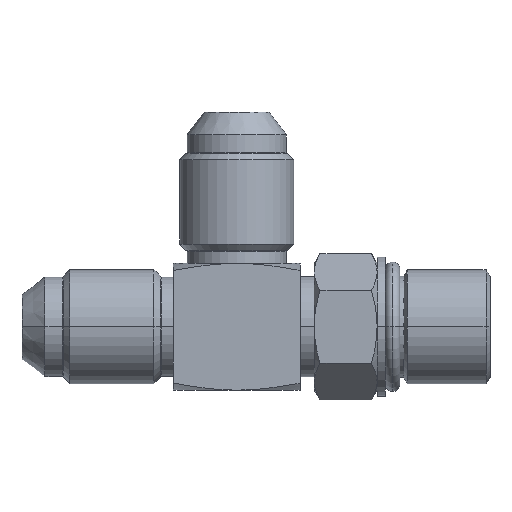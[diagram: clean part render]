
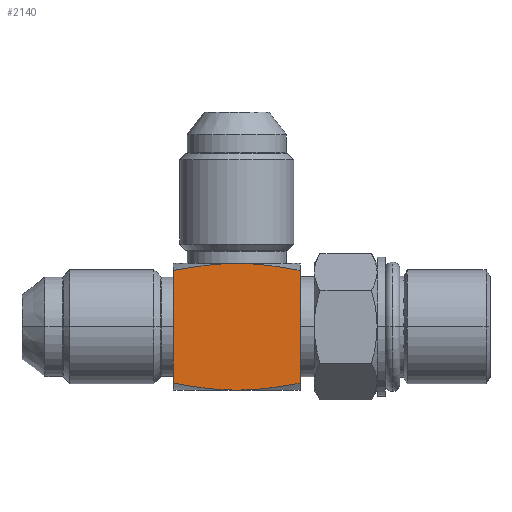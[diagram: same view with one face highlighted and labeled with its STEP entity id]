
A CAD part, front view. The second image highlights one B-rep face of the part: STEP entity #2140.
In plain terms, the highlighted planar face has unit normal (0, -1, 0).
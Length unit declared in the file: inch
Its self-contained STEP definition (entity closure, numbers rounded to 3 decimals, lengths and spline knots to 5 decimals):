
#468=DIRECTION('',(0.,0.,1.));
#469=VECTOR('',#468,0.55563);
#470=CARTESIAN_POINT('',(0.3125,-0.3125,-0.27782));
#471=LINE('',#470,#469);
#519=CARTESIAN_POINT('',(-0.3125,-0.3125,0.27782));
#533=CARTESIAN_POINT('',(-0.3125,-0.3125,-0.27782));
#584=CARTESIAN_POINT('',(0.3125,-0.3125,0.27782));
#585=CARTESIAN_POINT('',(0.29363,-0.3125,0.28139));
#586=CARTESIAN_POINT('',(0.25774,-0.3125,0.28786));
#587=CARTESIAN_POINT('',(0.21067,-0.3125,0.29541));
#588=CARTESIAN_POINT('',(0.16682,-0.3125,0.3015));
#589=CARTESIAN_POINT('',(0.12474,-0.3125,0.30627));
#590=CARTESIAN_POINT('',(0.08328,-0.3125,0.3098));
#591=CARTESIAN_POINT('',(0.04175,-0.3125,
0.312));
#592=CARTESIAN_POINT('',(0.01393,-0.3125,
0.3125));
#593=CARTESIAN_POINT('',(0.,-0.3125,
0.3125));
#598=CARTESIAN_POINT('',(0.3125,-0.3125,-0.27782));
#599=CARTESIAN_POINT('',(0.29363,-0.3125,-0.28139));
#600=CARTESIAN_POINT('',(0.25774,-0.3125,-0.28786));
#601=CARTESIAN_POINT('',(0.21067,-0.3125,-0.29541));
#602=CARTESIAN_POINT('',(0.16682,-0.3125,-0.3015));
#603=CARTESIAN_POINT('',(0.12474,-0.3125,-0.30627));
#604=CARTESIAN_POINT('',(0.08328,-0.3125,-0.3098));
#605=CARTESIAN_POINT('',(0.04175,-0.3125,
-0.312));
#606=CARTESIAN_POINT('',(0.01393,-0.3125,
-0.3125));
#607=CARTESIAN_POINT('',(0.,-0.3125,
-0.3125));
#612=CARTESIAN_POINT('',(0.,-0.3125,
-0.3125));
#613=CARTESIAN_POINT('',(-0.01394,-0.3125,
-0.3125));
#614=CARTESIAN_POINT('',(-0.04177,-0.3125,
-0.312));
#615=CARTESIAN_POINT('',(-0.08331,-0.3125,-0.3098));
#616=CARTESIAN_POINT('',(-0.12478,-0.3125,-0.30627));
#617=CARTESIAN_POINT('',(-0.16682,-0.3125,-0.3015));
#618=CARTESIAN_POINT('',(-0.21068,-0.3125,-0.29541));
#619=CARTESIAN_POINT('',(-0.25772,-0.3125,-0.28786));
#620=CARTESIAN_POINT('',(-0.29362,-0.3125,-0.28139));
#621=CARTESIAN_POINT('',(-0.3125,-0.3125,-0.27782));
#626=DIRECTION('',(0.,0.,1.));
#627=VECTOR('',#626,0.55563);
#628=CARTESIAN_POINT('',(-0.3125,-0.3125,-0.27782));
#629=LINE('',#628,#627);
#633=CARTESIAN_POINT('',(0.,-0.3125,
0.3125));
#634=CARTESIAN_POINT('',(-0.01394,-0.3125,
0.3125));
#635=CARTESIAN_POINT('',(-0.04177,-0.3125,
0.312));
#636=CARTESIAN_POINT('',(-0.08331,-0.3125,0.3098));
#637=CARTESIAN_POINT('',(-0.12478,-0.3125,0.30627));
#638=CARTESIAN_POINT('',(-0.16682,-0.3125,0.3015));
#639=CARTESIAN_POINT('',(-0.21068,-0.3125,0.29541));
#640=CARTESIAN_POINT('',(-0.25772,-0.3125,0.28786));
#641=CARTESIAN_POINT('',(-0.29362,-0.3125,0.28139));
#642=CARTESIAN_POINT('',(-0.3125,-0.3125,0.27782));
#1498=CARTESIAN_POINT('',(0.,-0.3125,-0.3125));
#1499=VERTEX_POINT('',#1498);
#1506=CARTESIAN_POINT('',(0.,-0.3125,0.3125));
#1507=VERTEX_POINT('',#1506);
#1512=VERTEX_POINT('',#519);
#1513=VERTEX_POINT('',#533);
#1514=VERTEX_POINT('',#584);
#1515=VERTEX_POINT('',#598);
#2125=CARTESIAN_POINT('',(-0.3125,-0.3125,-0.3125));
#2126=DIRECTION('',(0.,-1.,0.));
#2127=DIRECTION('',(1.,0.,0.));
#2128=AXIS2_PLACEMENT_3D('',#2125,#2126,#2127);
#2129=PLANE('',#2128);
#2130=ORIENTED_EDGE('',*,*,#2105,.F.);
#2131=ORIENTED_EDGE('',*,*,#2036,.F.);
#2133=ORIENTED_EDGE('',*,*,#2132,.T.);
#2135=ORIENTED_EDGE('',*,*,#2134,.T.);
#2136=ORIENTED_EDGE('',*,*,#2082,.T.);
#2137=ORIENTED_EDGE('',*,*,#2117,.F.);
#2138=EDGE_LOOP('',(#2130,#2131,#2133,#2135,#2136,#2137));
#2139=FACE_OUTER_BOUND('',#2138,.F.);
#594=B_SPLINE_CURVE_WITH_KNOTS('',3,(#584,#585,#586,#587,#588,#589,#590,#591,
#592,#593),.UNSPECIFIED.,.F.,.F.,(4,1,1,1,1,1,1,4),(0.,0.14286,
0.28571,0.42857,0.57143,0.71429,
0.85714,1.),.UNSPECIFIED.);
#608=B_SPLINE_CURVE_WITH_KNOTS('',3,(#598,#599,#600,#601,#602,#603,#604,#605,
#606,#607),.UNSPECIFIED.,.F.,.F.,(4,1,1,1,1,1,1,4),(0.,0.14286,
0.28571,0.42857,0.57143,0.71429,
0.85714,1.),.UNSPECIFIED.);
#622=B_SPLINE_CURVE_WITH_KNOTS('',3,(#612,#613,#614,#615,#616,#617,#618,#619,
#620,#621),.UNSPECIFIED.,.F.,.F.,(4,1,1,1,1,1,1,4),(0.,0.14286,
0.28571,0.42857,0.57143,0.71429,
0.85714,1.),.UNSPECIFIED.);
#643=B_SPLINE_CURVE_WITH_KNOTS('',3,(#633,#634,#635,#636,#637,#638,#639,#640,
#641,#642),.UNSPECIFIED.,.F.,.F.,(4,1,1,1,1,1,1,4),(0.,0.14286,
0.28571,0.42857,0.57143,0.71429,
0.85714,1.),.UNSPECIFIED.);
#2036=EDGE_CURVE('',#1515,#1514,#471,.T.);
#2082=EDGE_CURVE('',#1513,#1512,#629,.T.);
#2105=EDGE_CURVE('',#1514,#1507,#594,.T.);
#2117=EDGE_CURVE('',#1507,#1512,#643,.T.);
#2132=EDGE_CURVE('',#1515,#1499,#608,.T.);
#2134=EDGE_CURVE('',#1499,#1513,#622,.T.);
#2140=ADVANCED_FACE('',(#2139),#2129,.T.);
